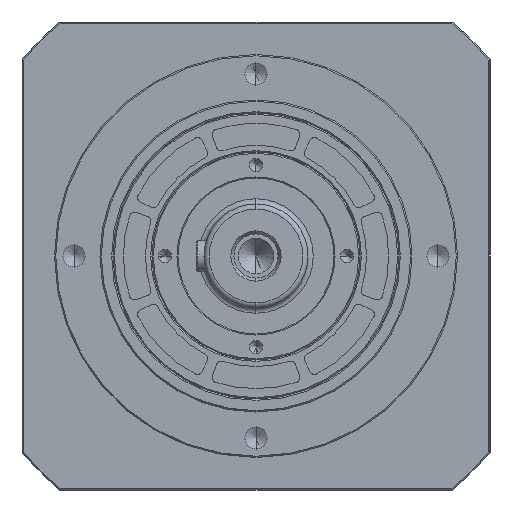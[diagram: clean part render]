
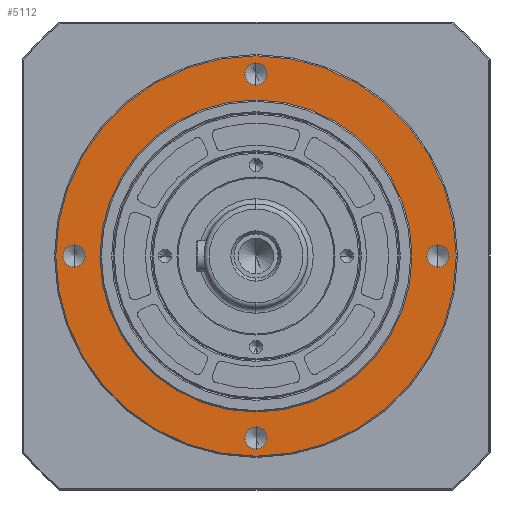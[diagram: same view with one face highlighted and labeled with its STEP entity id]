
A CAD part, left-side view. The second image highlights one B-rep face of the part: STEP entity #5112.
In plain terms, the highlighted planar face has unit normal (-1, 0, 0).
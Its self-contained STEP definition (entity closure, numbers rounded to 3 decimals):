
#58 = EDGE_CURVE ( 'NONE', #17221, #18275, #20375, .T. ) ;
#287 = VERTEX_POINT ( 'NONE', #9499 ) ;
#531 = EDGE_CURVE ( 'NONE', #21534, #21543, #22038, .T. ) ;
#855 = ORIENTED_EDGE ( 'NONE', *, *, #58, .T. ) ;
#985 = EDGE_LOOP ( 'NONE', ( #22638, #2345 ) ) ;
#1131 = EDGE_LOOP ( 'NONE', ( #16913, #7808 ) ) ;
#1225 = AXIS2_PLACEMENT_3D ( 'NONE', #8454, #20963, #10245 ) ;
#1381 = CIRCLE ( 'NONE', #22834, 4.25 ) ;
#1648 = DIRECTION ( 'NONE',  ( 0., 0., 1. ) ) ;
#1742 = ORIENTED_EDGE ( 'NONE', *, *, #8327, .F. ) ;
#1772 = CARTESIAN_POINT ( 'NONE',  ( 15., 70., 0. ) ) ;
#2056 = DIRECTION ( 'NONE',  ( 0., 0., -1. ) ) ;
#2095 = CARTESIAN_POINT ( 'NONE',  ( 15., 0., 0. ) ) ;
#2345 = ORIENTED_EDGE ( 'NONE', *, *, #2515, .F. ) ;
#2515 = EDGE_CURVE ( 'NONE', #5517, #287, #20461, .T. ) ;
#2887 = ORIENTED_EDGE ( 'NONE', *, *, #20129, .F. ) ;
#3578 = DIRECTION ( 'NONE',  ( 0., 0., 1. ) ) ;
#3696 = ORIENTED_EDGE ( 'NONE', *, *, #9836, .T. ) ;
#3726 = CARTESIAN_POINT ( 'NONE',  ( 15., 0., 70. ) ) ;
#3886 = DIRECTION ( 'NONE',  ( 0., 0., -1. ) ) ;
#4011 = AXIS2_PLACEMENT_3D ( 'NONE', #18401, #20579, #16420 ) ;
#4038 = CARTESIAN_POINT ( 'NONE',  ( 15., 0., 77. ) ) ;
#4094 = EDGE_LOOP ( 'NONE', ( #7507, #21976 ) ) ;
#4528 = AXIS2_PLACEMENT_3D ( 'NONE', #18402, #7661, #20196 ) ;
#4651 = ORIENTED_EDGE ( 'NONE', *, *, #17602, .F. ) ;
#4805 = EDGE_CURVE ( 'NONE', #5067, #5085, #11173, .T. ) ;
#5067 = VERTEX_POINT ( 'NONE', #22124 ) ;
#5085 = VERTEX_POINT ( 'NONE', #15011 ) ;
#5112 = ADVANCED_FACE ( 'NONE', ( #19840, #10881, #6104, #15082, #10326, #5546 ), #11472, .F. ) ;
#5148 = DIRECTION ( 'NONE',  ( -1., 0., 0. ) ) ;
#5297 = DIRECTION ( 'NONE',  ( -1., 0., 0. ) ) ;
#5416 = CIRCLE ( 'NONE', #20892, 4.25 ) ;
#5421 = CARTESIAN_POINT ( 'NONE',  ( 15., -70., -4.25 ) ) ;
#5517 = VERTEX_POINT ( 'NONE', #5421 ) ;
#5523 = DIRECTION ( 'NONE',  ( 0., 0., 1. ) ) ;
#5546 = FACE_BOUND ( 'NONE', #4094, .T. ) ;
#5565 = EDGE_LOOP ( 'NONE', ( #2887, #9510 ) ) ;
#5932 = AXIS2_PLACEMENT_3D ( 'NONE', #20886, #16946, #14822 ) ;
#6104 = FACE_BOUND ( 'NONE', #1131, .T. ) ;
#6203 = AXIS2_PLACEMENT_3D ( 'NONE', #2095, #14634, #3886 ) ;
#6440 = AXIS2_PLACEMENT_3D ( 'NONE', #23096, #12374, #1648 ) ;
#6507 = AXIS2_PLACEMENT_3D ( 'NONE', #18883, #16346, #2056 ) ;
#6669 = AXIS2_PLACEMENT_3D ( 'NONE', #21445, #10726, #14102 ) ;
#7507 = ORIENTED_EDGE ( 'NONE', *, *, #4805, .F. ) ;
#7659 = CARTESIAN_POINT ( 'NONE',  ( 15., 0., -74.25 ) ) ;
#7661 = DIRECTION ( 'NONE',  ( -1., 0., 0. ) ) ;
#7808 = ORIENTED_EDGE ( 'NONE', *, *, #19869, .F. ) ;
#7853 = EDGE_CURVE ( 'NONE', #10503, #9395, #22805, .T. ) ;
#8238 = EDGE_LOOP ( 'NONE', ( #855, #3696 ) ) ;
#8327 = EDGE_CURVE ( 'NONE', #16240, #9848, #5416, .T. ) ;
#8454 = CARTESIAN_POINT ( 'NONE',  ( 15., 0., -70. ) ) ;
#8684 = CARTESIAN_POINT ( 'NONE',  ( 15., 70., 4.25 ) ) ;
#9087 = CIRCLE ( 'NONE', #6203, 77. ) ;
#9275 = EDGE_LOOP ( 'NONE', ( #1742, #4651 ) ) ;
#9395 = VERTEX_POINT ( 'NONE', #22302 ) ;
#9499 = CARTESIAN_POINT ( 'NONE',  ( 15., -70., 4.25 ) ) ;
#9510 = ORIENTED_EDGE ( 'NONE', *, *, #7853, .F. ) ;
#9581 = AXIS2_PLACEMENT_3D ( 'NONE', #15907, #5148, #17686 ) ;
#9763 = DIRECTION ( 'NONE',  ( 0., 0., -1. ) ) ;
#9836 = EDGE_CURVE ( 'NONE', #18275, #17221, #9087, .T. ) ;
#9848 = VERTEX_POINT ( 'NONE', #10949 ) ;
#10245 = DIRECTION ( 'NONE',  ( 0., 0., 1. ) ) ;
#10326 = FACE_OUTER_BOUND ( 'NONE', #8238, .T. ) ;
#10503 = VERTEX_POINT ( 'NONE', #20001 ) ;
#10726 = DIRECTION ( 'NONE',  ( -1., 0., 0. ) ) ;
#10881 = FACE_BOUND ( 'NONE', #985, .T. ) ;
#10949 = CARTESIAN_POINT ( 'NONE',  ( 15., 70., -4.25 ) ) ;
#11065 = CARTESIAN_POINT ( 'NONE',  ( 15., 0., -77. ) ) ;
#11173 = CIRCLE ( 'NONE', #9581, 60. ) ;
#11472 = PLANE ( 'NONE',  #21135 ) ;
#12374 = DIRECTION ( 'NONE',  ( -1., 0., 0. ) ) ;
#13894 = CIRCLE ( 'NONE', #6669, 60. ) ;
#14102 = DIRECTION ( 'NONE',  ( 0., 0., 1. ) ) ;
#14309 = DIRECTION ( 'NONE',  ( -1., 0., 0. ) ) ;
#14634 = DIRECTION ( 'NONE',  ( -1., 0., 0. ) ) ;
#14822 = DIRECTION ( 'NONE',  ( 0., 0., 1. ) ) ;
#15011 = CARTESIAN_POINT ( 'NONE',  ( 15., 0., -60. ) ) ;
#15082 = FACE_BOUND ( 'NONE', #9275, .T. ) ;
#15419 = CIRCLE ( 'NONE', #1225, 4.25 ) ;
#15907 = CARTESIAN_POINT ( 'NONE',  ( 15., 0., 0. ) ) ;
#16055 = CARTESIAN_POINT ( 'NONE',  ( 15., -70., 0. ) ) ;
#16240 = VERTEX_POINT ( 'NONE', #8684 ) ;
#16282 = DIRECTION ( 'NONE',  ( -1., 0., 0. ) ) ;
#16346 = DIRECTION ( 'NONE',  ( -1., 0., 0. ) ) ;
#16420 = DIRECTION ( 'NONE',  ( 0., 0., 1. ) ) ;
#16904 = CARTESIAN_POINT ( 'NONE',  ( 15., 60., 0. ) ) ;
#16913 = ORIENTED_EDGE ( 'NONE', *, *, #531, .F. ) ;
#16946 = DIRECTION ( 'NONE',  ( -1., 0., 0. ) ) ;
#17221 = VERTEX_POINT ( 'NONE', #11065 ) ;
#17602 = EDGE_CURVE ( 'NONE', #9848, #16240, #23064, .T. ) ;
#17686 = DIRECTION ( 'NONE',  ( 0., 0., 1. ) ) ;
#17835 = DIRECTION ( 'NONE',  ( 0., 0., 1. ) ) ;
#18275 = VERTEX_POINT ( 'NONE', #4038 ) ;
#18401 = CARTESIAN_POINT ( 'NONE',  ( 15., -70., 0. ) ) ;
#18402 = CARTESIAN_POINT ( 'NONE',  ( 15., 0., 70. ) ) ;
#18535 = AXIS2_PLACEMENT_3D ( 'NONE', #16055, #5297, #17835 ) ;
#18883 = CARTESIAN_POINT ( 'NONE',  ( 15., 0., 0. ) ) ;
#19840 = FACE_BOUND ( 'NONE', #5565, .T. ) ;
#19869 = EDGE_CURVE ( 'NONE', #21543, #21534, #15419, .T. ) ;
#20001 = CARTESIAN_POINT ( 'NONE',  ( 15., 0., 65.75 ) ) ;
#20129 = EDGE_CURVE ( 'NONE', #9395, #10503, #1381, .T. ) ;
#20196 = DIRECTION ( 'NONE',  ( 0., 0., 1. ) ) ;
#20375 = CIRCLE ( 'NONE', #6507, 77. ) ;
#20461 = CIRCLE ( 'NONE', #4011, 4.25 ) ;
#20476 = DIRECTION ( 'NONE',  ( 1., 0., 0. ) ) ;
#20579 = DIRECTION ( 'NONE',  ( -1., 0., 0. ) ) ;
#20886 = CARTESIAN_POINT ( 'NONE',  ( 15., 0., -70. ) ) ;
#20892 = AXIS2_PLACEMENT_3D ( 'NONE', #1772, #14309, #3578 ) ;
#20963 = DIRECTION ( 'NONE',  ( -1., 0., 0. ) ) ;
#20965 = EDGE_CURVE ( 'NONE', #5085, #5067, #13894, .T. ) ;
#21135 = AXIS2_PLACEMENT_3D ( 'NONE', #16904, #20476, #9763 ) ;
#21208 = CIRCLE ( 'NONE', #18535, 4.25 ) ;
#21445 = CARTESIAN_POINT ( 'NONE',  ( 15., 0., 0. ) ) ;
#21534 = VERTEX_POINT ( 'NONE', #21988 ) ;
#21543 = VERTEX_POINT ( 'NONE', #7659 ) ;
#21944 = EDGE_CURVE ( 'NONE', #287, #5517, #21208, .T. ) ;
#21976 = ORIENTED_EDGE ( 'NONE', *, *, #20965, .F. ) ;
#21988 = CARTESIAN_POINT ( 'NONE',  ( 15., 0., -65.75 ) ) ;
#22038 = CIRCLE ( 'NONE', #5932, 4.25 ) ;
#22124 = CARTESIAN_POINT ( 'NONE',  ( 15., 0., 60. ) ) ;
#22302 = CARTESIAN_POINT ( 'NONE',  ( 15., 0., 74.25 ) ) ;
#22638 = ORIENTED_EDGE ( 'NONE', *, *, #21944, .F. ) ;
#22805 = CIRCLE ( 'NONE', #4528, 4.25 ) ;
#22834 = AXIS2_PLACEMENT_3D ( 'NONE', #3726, #16282, #5523 ) ;
#23064 = CIRCLE ( 'NONE', #6440, 4.25 ) ;
#23096 = CARTESIAN_POINT ( 'NONE',  ( 15., 70., 0. ) ) ;
